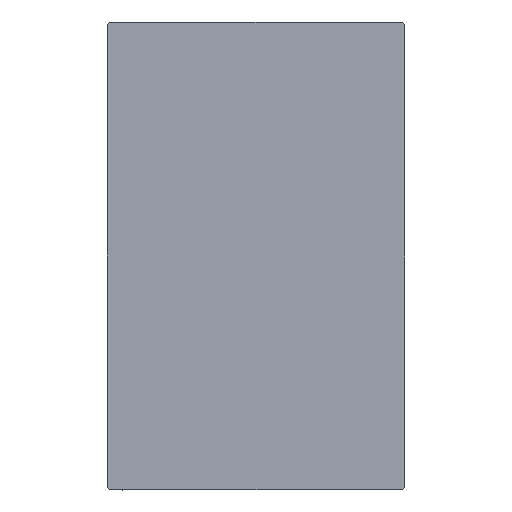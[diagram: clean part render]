
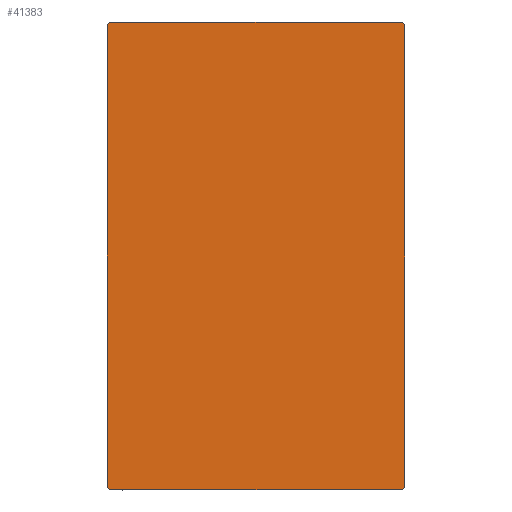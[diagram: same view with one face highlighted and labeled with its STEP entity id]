
A CAD part, left-side view. The second image highlights one B-rep face of the part: STEP entity #41383.
In plain terms, the highlighted face is planar.
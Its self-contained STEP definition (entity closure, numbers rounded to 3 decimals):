
#46 = VECTOR ( 'NONE', #19496, 1000. ) ;
#879 = DIRECTION ( 'NONE',  ( 0., 0.707, -0.707 ) ) ;
#1998 = PLANE ( 'NONE',  #17127 ) ;
#2190 = DIRECTION ( 'NONE',  ( 0., 0., -1. ) ) ;
#2862 = DIRECTION ( 'NONE',  ( 0., 0., 1. ) ) ;
#5298 = CARTESIAN_POINT ( 'NONE',  ( 56., 17.5, -27.5 ) ) ;
#6098 = EDGE_CURVE ( 'NONE', #18355, #17254, #33452, .T. ) ;
#6412 = DIRECTION ( 'NONE',  ( 0., 1., 0. ) ) ;
#7225 = VECTOR ( 'NONE', #26630, 1000. ) ;
#7466 = LINE ( 'NONE', #30997, #25079 ) ;
#7589 = ORIENTED_EDGE ( 'NONE', *, *, #34313, .T. ) ;
#8369 = VERTEX_POINT ( 'NONE', #31980 ) ;
#8720 = CARTESIAN_POINT ( 'NONE',  ( 56., 22.35, 22.35 ) ) ;
#9159 = LINE ( 'NONE', #32927, #38447 ) ;
#9665 = FACE_OUTER_BOUND ( 'NONE', #38915, .T. ) ;
#11677 = CARTESIAN_POINT ( 'NONE',  ( 56., 17.2, -27.5 ) ) ;
#12073 = VECTOR ( 'NONE', #2190, 1000. ) ;
#12217 = EDGE_CURVE ( 'NONE', #37584, #8369, #7466, .T. ) ;
#12760 = LINE ( 'NONE', #5298, #36435 ) ;
#12772 = ORIENTED_EDGE ( 'NONE', *, *, #35837, .T. ) ;
#13293 = CARTESIAN_POINT ( 'NONE',  ( 56., 22.35, -22.35 ) ) ;
#14892 = VERTEX_POINT ( 'NONE', #17845 ) ;
#15713 = VECTOR ( 'NONE', #6412, 1000. ) ;
#15839 = VERTEX_POINT ( 'NONE', #11677 ) ;
#16192 = DIRECTION ( 'NONE',  ( 0., -0.707, -0.707 ) ) ;
#17127 = AXIS2_PLACEMENT_3D ( 'NONE', #29684, #32124, #42881 ) ;
#17254 = VERTEX_POINT ( 'NONE', #43393 ) ;
#17845 = CARTESIAN_POINT ( 'NONE',  ( 56., -17.5, 27.2 ) ) ;
#18150 = EDGE_CURVE ( 'NONE', #17254, #14892, #9159, .T. ) ;
#18355 = VERTEX_POINT ( 'NONE', #22688 ) ;
#19026 = ORIENTED_EDGE ( 'NONE', *, *, #6098, .T. ) ;
#19129 = LINE ( 'NONE', #42435, #12073 ) ;
#19256 = CARTESIAN_POINT ( 'NONE',  ( 56., 17.5, -27.2 ) ) ;
#19496 = DIRECTION ( 'NONE',  ( 0., -0.707, 0.707 ) ) ;
#19728 = CARTESIAN_POINT ( 'NONE',  ( 56., 17.5, 27.2 ) ) ;
#20004 = VERTEX_POINT ( 'NONE', #19256 ) ;
#20767 = LINE ( 'NONE', #13293, #42238 ) ;
#21304 = EDGE_CURVE ( 'NONE', #20004, #37209, #12760, .T. ) ;
#22688 = CARTESIAN_POINT ( 'NONE',  ( 56., 17.2, 27.5 ) ) ;
#22833 = ORIENTED_EDGE ( 'NONE', *, *, #21304, .T. ) ;
#23114 = CARTESIAN_POINT ( 'NONE',  ( 56., -17.5, -27.5 ) ) ;
#25079 = VECTOR ( 'NONE', #879, 1000. ) ;
#26630 = DIRECTION ( 'NONE',  ( 0., -1., 0. ) ) ;
#27558 = CARTESIAN_POINT ( 'NONE',  ( 56., -17.5, -27.2 ) ) ;
#27891 = EDGE_CURVE ( 'NONE', #37209, #18355, #32037, .T. ) ;
#29258 = ORIENTED_EDGE ( 'NONE', *, *, #18150, .T. ) ;
#29684 = CARTESIAN_POINT ( 'NONE',  ( 56., 0., 0. ) ) ;
#29856 = ORIENTED_EDGE ( 'NONE', *, *, #12217, .T. ) ;
#30997 = CARTESIAN_POINT ( 'NONE',  ( 56., -22.35, -22.35 ) ) ;
#31980 = CARTESIAN_POINT ( 'NONE',  ( 56., -17.2, -27.5 ) ) ;
#32037 = LINE ( 'NONE', #8720, #46 ) ;
#32124 = DIRECTION ( 'NONE',  ( 1., 0., 0. ) ) ;
#32927 = CARTESIAN_POINT ( 'NONE',  ( 56., -22.35, 22.35 ) ) ;
#33452 = LINE ( 'NONE', #33884, #7225 ) ;
#33655 = ORIENTED_EDGE ( 'NONE', *, *, #27891, .T. ) ;
#33884 = CARTESIAN_POINT ( 'NONE',  ( 56., 17.5, 27.5 ) ) ;
#34313 = EDGE_CURVE ( 'NONE', #15839, #20004, #20767, .T. ) ;
#35837 = EDGE_CURVE ( 'NONE', #14892, #37584, #19129, .T. ) ;
#36435 = VECTOR ( 'NONE', #2862, 1000. ) ;
#37209 = VERTEX_POINT ( 'NONE', #19728 ) ;
#37249 = DIRECTION ( 'NONE',  ( 0., 0.707, 0.707 ) ) ;
#37584 = VERTEX_POINT ( 'NONE', #27558 ) ;
#38447 = VECTOR ( 'NONE', #16192, 1000. ) ;
#38915 = EDGE_LOOP ( 'NONE', ( #41682, #7589, #22833, #33655, #19026, #29258, #12772, #29856 ) ) ;
#40048 = LINE ( 'NONE', #23114, #15713 ) ;
#40449 = EDGE_CURVE ( 'NONE', #8369, #15839, #40048, .T. ) ;
#41383 = ADVANCED_FACE ( 'NONE', ( #9665 ), #1998, .T. ) ;
#41682 = ORIENTED_EDGE ( 'NONE', *, *, #40449, .T. ) ;
#42238 = VECTOR ( 'NONE', #37249, 1000. ) ;
#42435 = CARTESIAN_POINT ( 'NONE',  ( 56., -17.5, 27.5 ) ) ;
#42881 = DIRECTION ( 'NONE',  ( 0., 0., -1. ) ) ;
#43393 = CARTESIAN_POINT ( 'NONE',  ( 56., -17.2, 27.5 ) ) ;
